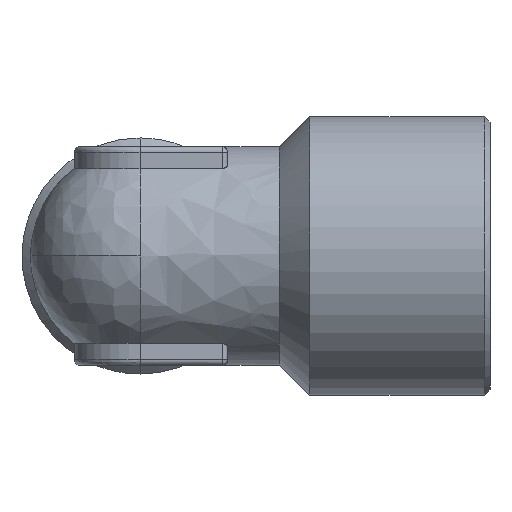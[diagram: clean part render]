
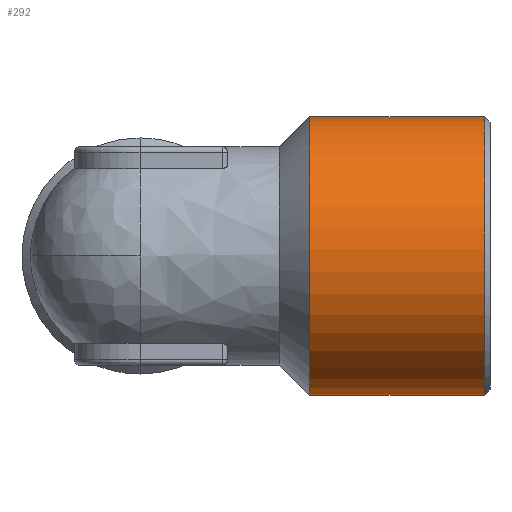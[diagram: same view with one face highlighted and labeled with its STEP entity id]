
A CAD part, left-side view. The second image highlights one B-rep face of the part: STEP entity #292.
In plain terms, the highlighted free-form (B-spline) face has degree [1, 3] with [2, 4] control points.
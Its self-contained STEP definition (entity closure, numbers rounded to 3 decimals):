
#2 = CARTESIAN_POINT ( 'NONE',  ( 0., 2., -12.75 ) ) ;
#105 = CARTESIAN_POINT ( 'NONE',  ( 0., 18., 12.75 ) ) ;
#252 =( BOUNDED_CURVE ( )  B_SPLINE_CURVE ( 3, ( #1042, #1353, #1631, #3779 ),
 .UNSPECIFIED., .F., .F. ) 
 B_SPLINE_CURVE_WITH_KNOTS ( ( 4, 4 ),
 ( -3.142, 0. ),
 .UNSPECIFIED. ) 
 CURVE ( )  GEOMETRIC_REPRESENTATION_ITEM ( )  RATIONAL_B_SPLINE_CURVE ( ( 1., 0.333, 0.333, 1. ) ) 
 REPRESENTATION_ITEM ( '' )  );
#260 = ORIENTED_EDGE ( 'NONE', *, *, #3235, .T. ) ;
#292 = ADVANCED_FACE ( 'NONE', ( #447 ), #3025, .F. ) ;
#349 = ORIENTED_EDGE ( 'NONE', *, *, #1876, .F. ) ;
#398 = ORIENTED_EDGE ( 'NONE', *, *, #1455, .T. ) ;
#447 = FACE_OUTER_BOUND ( 'NONE', #2509, .T. ) ;
#514 = CARTESIAN_POINT ( 'NONE',  ( -25.5, 2., -12.75 ) ) ;
#608 = CARTESIAN_POINT ( 'NONE',  ( -25.5, 18., -12.75 ) ) ;
#631 = CARTESIAN_POINT ( 'NONE',  ( -25.5, 2., -12.75 ) ) ;
#859 = CARTESIAN_POINT ( 'NONE',  ( 0., 18., -12.75 ) ) ;
#898 = CARTESIAN_POINT ( 'NONE',  ( -25.5, 18., 12.75 ) ) ;
#987 = VERTEX_POINT ( 'NONE', #3653 ) ;
#1042 = CARTESIAN_POINT ( 'NONE',  ( 0., 18., -12.75 ) ) ;
#1092 = CARTESIAN_POINT ( 'NONE',  ( 0., 2., -12.75 ) ) ;
#1353 = CARTESIAN_POINT ( 'NONE',  ( -25.5, 18., -12.75 ) ) ;
#1455 = EDGE_CURVE ( 'NONE', #2331, #3149, #3456, .T. ) ;
#1503 = VERTEX_POINT ( 'NONE', #859 ) ;
#1631 = CARTESIAN_POINT ( 'NONE',  ( -25.5, 18., 12.75 ) ) ;
#1673 = EDGE_CURVE ( 'NONE', #987, #2331, #1934, .T. ) ;
#1876 = EDGE_CURVE ( 'NONE', #1503, #3149, #252, .T. ) ;
#1934 =( BOUNDED_CURVE ( )  B_SPLINE_CURVE ( 3, ( #1092, #514, #2614, #2554 ),
 .UNSPECIFIED., .F., .F. ) 
 B_SPLINE_CURVE_WITH_KNOTS ( ( 4, 4 ),
 ( -3.142, 0. ),
 .UNSPECIFIED. ) 
 CURVE ( )  GEOMETRIC_REPRESENTATION_ITEM ( )  RATIONAL_B_SPLINE_CURVE ( ( 1., 0.333, 0.333, 1. ) ) 
 REPRESENTATION_ITEM ( '' )  );
#2100 = ORIENTED_EDGE ( 'NONE', *, *, #1673, .T. ) ;
#2222 = CARTESIAN_POINT ( 'NONE',  ( 0., 2., -12.75 ) ) ;
#2263 = CARTESIAN_POINT ( 'NONE',  ( 0., 18., -12.75 ) ) ;
#2331 = VERTEX_POINT ( 'NONE', #3394 ) ;
#2451 = CARTESIAN_POINT ( 'NONE',  ( -25.5, 2., 12.75 ) ) ;
#2509 = EDGE_LOOP ( 'NONE', ( #349, #260, #2100, #398 ) ) ;
#2554 = CARTESIAN_POINT ( 'NONE',  ( 0., 2., 12.75 ) ) ;
#2614 = CARTESIAN_POINT ( 'NONE',  ( -25.5, 2., 12.75 ) ) ;
#2882 = B_SPLINE_CURVE_WITH_KNOTS ( 'NONE', 1,
 ( #2263, #2222 ),
 .UNSPECIFIED., .F., .F.,
 ( 2, 2 ),
 ( -1., 0. ),
 .UNSPECIFIED. ) ;
#2884 = CARTESIAN_POINT ( 'NONE',  ( 0., 2., 12.75 ) ) ;
#3025 =( BOUNDED_SURFACE ( )  B_SPLINE_SURFACE ( 1, 3, ( 
 ( #3062, #898, #608, #3369 ),
 ( #3346, #2451, #631, #2 ) ),
 .UNSPECIFIED., .F., .F., .F. ) 
 B_SPLINE_SURFACE_WITH_KNOTS ( ( 2, 2 ),
 ( 4, 4 ),
 ( 0., 1. ),
 ( 0., 1. ),
 .UNSPECIFIED. ) 
 GEOMETRIC_REPRESENTATION_ITEM ( )  RATIONAL_B_SPLINE_SURFACE ( (
 ( 1., 0.333, 0.333, 1.),
 ( 1., 0.333, 0.333, 1.) ) ) 
 REPRESENTATION_ITEM ( '' )  SURFACE ( )  );
#3062 = CARTESIAN_POINT ( 'NONE',  ( 0., 18., 12.75 ) ) ;
#3149 = VERTEX_POINT ( 'NONE', #105 ) ;
#3235 = EDGE_CURVE ( 'NONE', #1503, #987, #2882, .T. ) ;
#3346 = CARTESIAN_POINT ( 'NONE',  ( 0., 2., 12.75 ) ) ;
#3369 = CARTESIAN_POINT ( 'NONE',  ( 0., 18., -12.75 ) ) ;
#3394 = CARTESIAN_POINT ( 'NONE',  ( 0., 2., 12.75 ) ) ;
#3456 = B_SPLINE_CURVE_WITH_KNOTS ( 'NONE', 1,
 ( #2884, #3505 ),
 .UNSPECIFIED., .F., .F.,
 ( 2, 2 ),
 ( -1., 0. ),
 .UNSPECIFIED. ) ;
#3505 = CARTESIAN_POINT ( 'NONE',  ( 0., 18., 12.75 ) ) ;
#3653 = CARTESIAN_POINT ( 'NONE',  ( 0., 2., -12.75 ) ) ;
#3779 = CARTESIAN_POINT ( 'NONE',  ( 0., 18., 12.75 ) ) ;
